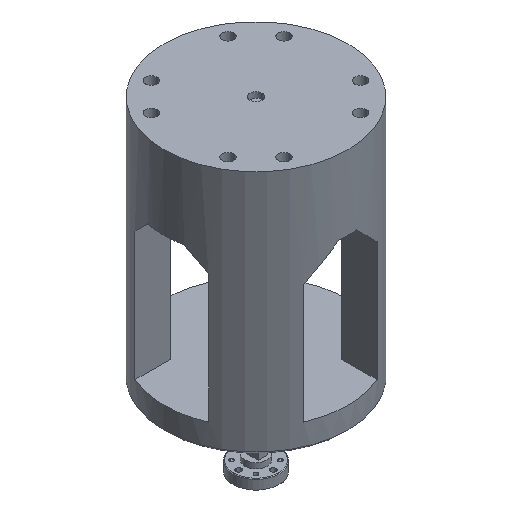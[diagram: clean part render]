
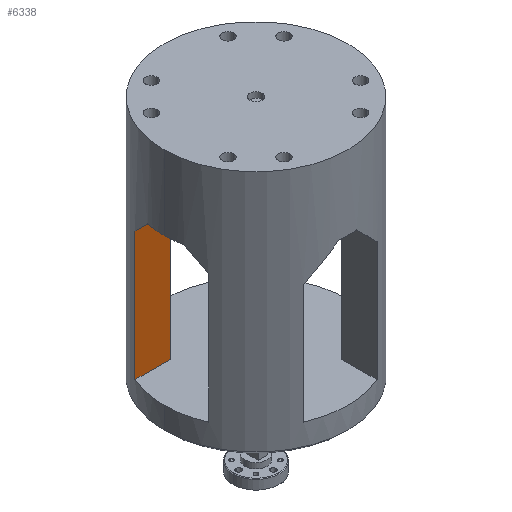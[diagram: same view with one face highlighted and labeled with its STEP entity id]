
A CAD part, isometric view. The second image highlights one B-rep face of the part: STEP entity #6338.
In plain terms, the highlighted planar face has unit normal (0, -1, 0).
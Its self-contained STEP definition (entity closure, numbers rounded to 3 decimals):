
#64 = EDGE_CURVE ( 'NONE', #21340, #13762, #4535, .T. ) ;
#1697 = LINE ( 'NONE', #16040, #3686 ) ;
#2793 = DIRECTION ( 'NONE',  ( 0., 0., 1. ) ) ;
#3686 = VECTOR ( 'NONE', #20926, 1000. ) ;
#4535 = LINE ( 'NONE', #17134, #5343 ) ;
#5171 = LINE ( 'NONE', #17135, #9232 ) ;
#5343 = VECTOR ( 'NONE', #21392, 1000. ) ;
#5556 = CARTESIAN_POINT ( 'NONE',  ( -34.919, 15.24, 63.5 ) ) ;
#6338 = ADVANCED_FACE ( 'NONE', ( #16386 ), #28546, .T. ) ;
#7410 = CARTESIAN_POINT ( 'NONE',  ( 0., 15.24, -82.07 ) ) ;
#7923 = LINE ( 'NONE', #5556, #30737 ) ;
#8071 = DIRECTION ( 'NONE',  ( -1., 0., 0. ) ) ;
#9232 = VECTOR ( 'NONE', #2793, 1000. ) ;
#12331 = ORIENTED_EDGE ( 'NONE', *, *, #64, .F. ) ;
#13762 = VERTEX_POINT ( 'NONE', #27812 ) ;
#14090 = EDGE_CURVE ( 'NONE', #18998, #26575, #7923, .T. ) ;
#14495 = EDGE_CURVE ( 'NONE', #13762, #26575, #1697, .T. ) ;
#15997 = EDGE_CURVE ( 'NONE', #21340, #18998, #5171, .T. ) ;
#16040 = CARTESIAN_POINT ( 'NONE',  ( -34.919, 15.24, -82.07 ) ) ;
#16386 = FACE_OUTER_BOUND ( 'NONE', #17874, .T. ) ;
#16685 = DIRECTION ( 'NONE',  ( 0., -1., 0. ) ) ;
#17134 = CARTESIAN_POINT ( 'NONE',  ( 0., 15.24, 10.16 ) ) ;
#17135 = CARTESIAN_POINT ( 'NONE',  ( -20.32, 15.24, -61.682 ) ) ;
#17874 = EDGE_LOOP ( 'NONE', ( #12331, #20030, #22487, #28235 ) ) ;
#18998 = VERTEX_POINT ( 'NONE', #26328 ) ;
#20030 = ORIENTED_EDGE ( 'NONE', *, *, #15997, .T. ) ;
#20926 = DIRECTION ( 'NONE',  ( 0., 0., 1. ) ) ;
#20957 = AXIS2_PLACEMENT_3D ( 'NONE', #7410, #16685, #26004 ) ;
#21340 = VERTEX_POINT ( 'NONE', #27748 ) ;
#21392 = DIRECTION ( 'NONE',  ( -1., 0., 0. ) ) ;
#22487 = ORIENTED_EDGE ( 'NONE', *, *, #14090, .T. ) ;
#26004 = DIRECTION ( 'NONE',  ( 0., 0., -1. ) ) ;
#26328 = CARTESIAN_POINT ( 'NONE',  ( -20.32, 15.24, 63.5 ) ) ;
#26575 = VERTEX_POINT ( 'NONE', #29057 ) ;
#27748 = CARTESIAN_POINT ( 'NONE',  ( -20.32, 15.24, 10.16 ) ) ;
#27812 = CARTESIAN_POINT ( 'NONE',  ( -34.919, 15.24, 10.16 ) ) ;
#28235 = ORIENTED_EDGE ( 'NONE', *, *, #14495, .F. ) ;
#28546 = PLANE ( 'NONE',  #20957 ) ;
#29057 = CARTESIAN_POINT ( 'NONE',  ( -34.919, 15.24, 63.5 ) ) ;
#30737 = VECTOR ( 'NONE', #8071, 1000. ) ;
